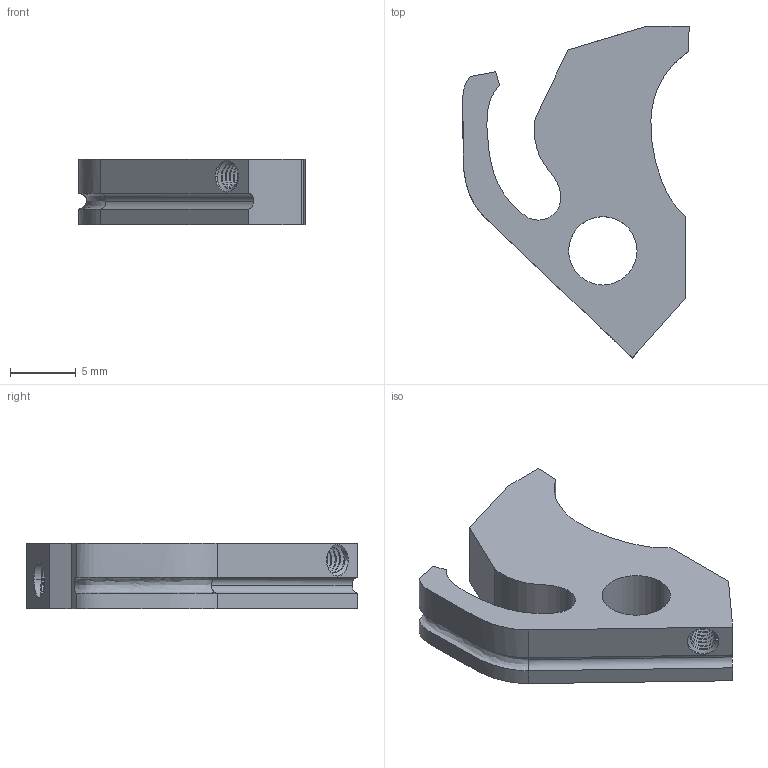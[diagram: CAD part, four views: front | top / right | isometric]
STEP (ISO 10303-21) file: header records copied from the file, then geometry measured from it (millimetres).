
FILE_DESCRIPTION (( 'STEP AP214' ), '1' );
FILE_NAME ('Levier de blocage .STEP', '2022-03-14T18:14:40', ( '' ), ( '' ), 'SwSTEP 2.0', 'SolidWorks 2021', '' );
FILE_SCHEMA (( 'AUTOMOTIVE_DESIGN' ));
Length unit declared in the file: millimetre
Products named in the file (1): Levier de blocage 
Bounding box: 17.23 x 25.24 x 5 mm (x, y, z)
Volume: 939.9 mm3; surface area: 1183.5 mm2
Topology: 1 solids, 1 shells, 83 faces, 230 edges, 151 vertices
Faces by surface type: cylinder 55, plane 17, bspline 11
Entity records: 7008 total; most frequent: CARTESIAN_POINT 5201, ORIENTED_EDGE 460, DIRECTION 274, EDGE_CURVE 230, VERTEX_POINT 151, VECTOR 98, LINE 98, EDGE_LOOP 89
